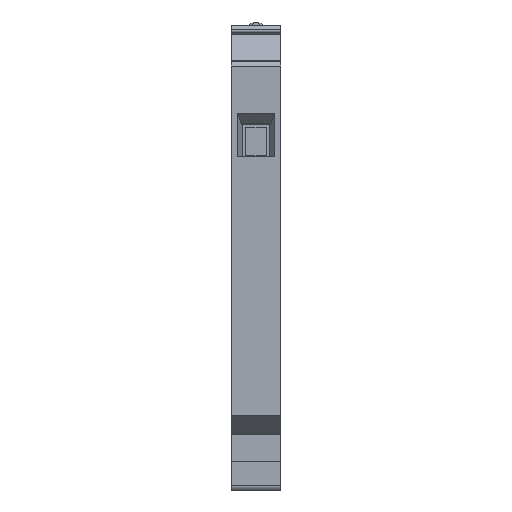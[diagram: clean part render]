
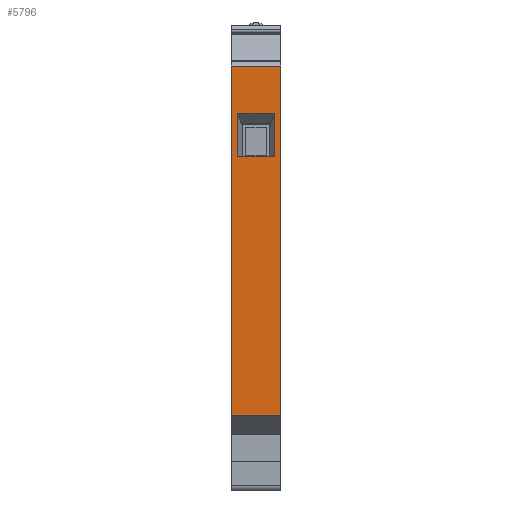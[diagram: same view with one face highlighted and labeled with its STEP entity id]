
A CAD part, left-side view. The second image highlights one B-rep face of the part: STEP entity #5796.
In plain terms, the highlighted planar face has unit normal (-1, 0, 0).
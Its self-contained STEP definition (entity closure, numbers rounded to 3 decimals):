
#501=ORIENTED_EDGE('',*,*,#1577,.T.);
#502=ORIENTED_EDGE('',*,*,#1578,.T.);
#503=ORIENTED_EDGE('',*,*,#1579,.F.);
#504=ORIENTED_EDGE('',*,*,#1572,.F.);
#505=ORIENTED_EDGE('',*,*,#1580,.T.);
#506=ORIENTED_EDGE('',*,*,#1581,.F.);
#507=ORIENTED_EDGE('',*,*,#1582,.F.);
#508=ORIENTED_EDGE('',*,*,#1583,.T.);
#1572=EDGE_CURVE('',#2129,#2130,#2533,.T.);
#1577=EDGE_CURVE('',#2129,#2132,#2538,.T.);
#1578=EDGE_CURVE('',#2132,#2133,#2539,.T.);
#1579=EDGE_CURVE('',#2130,#2133,#2540,.T.);
#1580=EDGE_CURVE('',#2134,#2135,#2541,.T.);
#1581=EDGE_CURVE('',#2136,#2135,#2542,.T.);
#1582=EDGE_CURVE('',#2137,#2136,#2543,.T.);
#1583=EDGE_CURVE('',#2137,#2134,#2544,.T.);
#2129=VERTEX_POINT('',#7858);
#2130=VERTEX_POINT('',#7860);
#2132=VERTEX_POINT('',#7867);
#2133=VERTEX_POINT('',#7871);
#2134=VERTEX_POINT('',#7874);
#2135=VERTEX_POINT('',#7875);
#2136=VERTEX_POINT('',#7877);
#2137=VERTEX_POINT('',#7879);
#2533=LINE('',#7859,#3048);
#2538=LINE('',#7868,#3053);
#2539=LINE('',#7870,#3054);
#2540=LINE('',#7872,#3055);
#2541=LINE('',#7873,#3056);
#2542=LINE('',#7876,#3057);
#2543=LINE('',#7878,#3058);
#2544=LINE('',#7880,#3059);
#3048=VECTOR('',#6633,1000.);
#3053=VECTOR('',#6640,1000.);
#3054=VECTOR('',#6643,1000.);
#3055=VECTOR('',#6644,1000.);
#3056=VECTOR('',#6645,1000.);
#3057=VECTOR('',#6646,1000.);
#3058=VECTOR('',#6647,1000.);
#3059=VECTOR('',#6648,1000.);
#3509=EDGE_LOOP('',(#501,#502,#503,#504));
#3510=EDGE_LOOP('',(#505,#506,#507,#508));
#3760=FACE_BOUND('',#3509,.T.);
#3761=FACE_BOUND('',#3510,.T.);
#3983=PLANE('',#6068);
#5796=ADVANCED_FACE('',(#3760,#3761),#3983,.T.);
#6068=AXIS2_PLACEMENT_3D('',#7869,#6641,#6642);
#6633=DIRECTION('',(0.,-1.,0.));
#6640=DIRECTION('',(0.,0.,1.));
#6641=DIRECTION('',(-1.,0.,0.));
#6642=DIRECTION('',(0.,0.,1.));
#6643=DIRECTION('',(0.,-1.,0.));
#6644=DIRECTION('',(0.,0.,1.));
#6645=DIRECTION('',(0.,-1.,0.));
#6646=DIRECTION('',(0.,0.,-1.));
#6647=DIRECTION('',(0.,-1.,0.));
#6648=DIRECTION('',(0.,0.,-1.));
#7858=CARTESIAN_POINT('',(-17.436,2.3,16.465));
#7859=CARTESIAN_POINT('',(-17.436,81.872,16.465));
#7860=CARTESIAN_POINT('',(-17.436,-2.3,16.465));
#7867=CARTESIAN_POINT('',(-17.436,2.3,21.897));
#7868=CARTESIAN_POINT('',(-17.436,2.3,16.465));
#7869=CARTESIAN_POINT('',(-17.436,3.1,-12.435));
#7870=CARTESIAN_POINT('',(-17.436,81.872,21.897));
#7871=CARTESIAN_POINT('',(-17.436,-2.3,21.897));
#7872=CARTESIAN_POINT('',(-17.436,-2.3,16.465));
#7873=CARTESIAN_POINT('',(-17.436,3.1,-15.835));
#7874=CARTESIAN_POINT('',(-17.436,3.1,-15.835));
#7875=CARTESIAN_POINT('',(-17.436,-3.1,-15.835));
#7876=CARTESIAN_POINT('',(-17.436,-3.1,-12.435));
#7877=CARTESIAN_POINT('',(-17.436,-3.1,27.815));
#7878=CARTESIAN_POINT('',(-17.436,3.1,27.815));
#7879=CARTESIAN_POINT('',(-17.436,3.1,27.815));
#7880=CARTESIAN_POINT('',(-17.436,3.1,-12.435));
